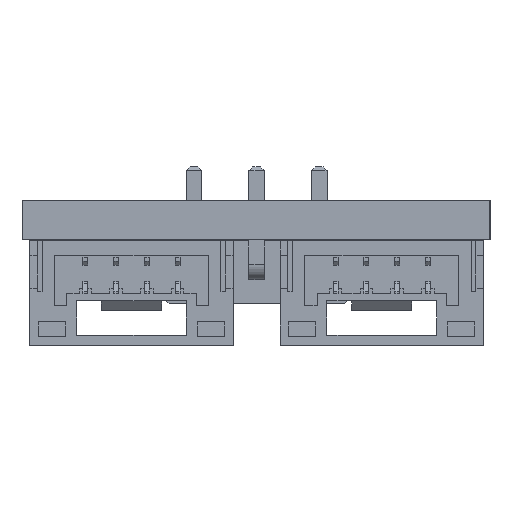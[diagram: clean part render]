
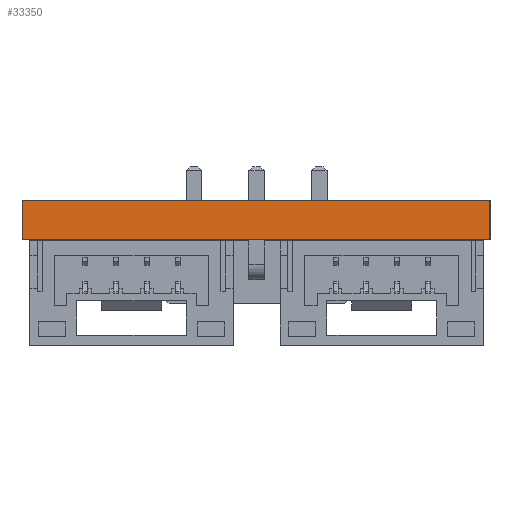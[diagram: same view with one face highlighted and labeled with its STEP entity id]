
A CAD part, left-side view. The second image highlights one B-rep face of the part: STEP entity #33350.
In plain terms, the highlighted planar face has unit normal (-1, 0, 0).
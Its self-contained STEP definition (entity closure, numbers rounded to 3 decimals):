
#33234 = EDGE_CURVE('',#33235,#33237,#33239,.T.);
#33235 = VERTEX_POINT('',#33236);
#33236 = CARTESIAN_POINT('',(-15.748,14.1,0.));
#33237 = VERTEX_POINT('',#33238);
#33238 = CARTESIAN_POINT('',(-15.748,14.1,1.6));
#33239 = SURFACE_CURVE('',#33240,(#33244,#33256),.PCURVE_S1.);
#33240 = LINE('',#33241,#33242);
#33241 = CARTESIAN_POINT('',(-15.748,14.1,0.));
#33242 = VECTOR('',#33243,1.);
#33243 = DIRECTION('',(0.,0.,1.));
#33244 = PCURVE('',#33245,#33250);
#33245 = PLANE('',#33246);
#33246 = AXIS2_PLACEMENT_3D('',#33247,#33248,#33249);
#33247 = CARTESIAN_POINT('',(-15.748,14.1,0.));
#33248 = DIRECTION('',(0.,1.,0.));
#33249 = DIRECTION('',(1.,0.,0.));
#33250 = DEFINITIONAL_REPRESENTATION('',(#33251),#33255);
#33251 = LINE('',#33252,#33253);
#33252 = CARTESIAN_POINT('',(0.,0.));
#33253 = VECTOR('',#33254,1.);
#33254 = DIRECTION('',(0.,-1.));
#33255 = ( GEOMETRIC_REPRESENTATION_CONTEXT(2) 
PARAMETRIC_REPRESENTATION_CONTEXT() REPRESENTATION_CONTEXT('2D SPACE',''
  ) );
#33256 = PCURVE('',#33257,#33262);
#33257 = PLANE('',#33258);
#33258 = AXIS2_PLACEMENT_3D('',#33259,#33260,#33261);
#33259 = CARTESIAN_POINT('',(-15.748,-4.9,0.));
#33260 = DIRECTION('',(-1.,0.,0.));
#33261 = DIRECTION('',(0.,1.,0.));
#33262 = DEFINITIONAL_REPRESENTATION('',(#33263),#33267);
#33263 = LINE('',#33264,#33265);
#33264 = CARTESIAN_POINT('',(19.,0.));
#33265 = VECTOR('',#33266,1.);
#33266 = DIRECTION('',(0.,-1.));
#33267 = ( GEOMETRIC_REPRESENTATION_CONTEXT(2) 
PARAMETRIC_REPRESENTATION_CONTEXT() REPRESENTATION_CONTEXT('2D SPACE',''
  ) );
#33285 = PLANE('',#33286);
#33286 = AXIS2_PLACEMENT_3D('',#33287,#33288,#33289);
#33287 = CARTESIAN_POINT('',(3.002,4.6,1.6));
#33288 = DIRECTION('',(-0.,-0.,-1.));
#33289 = DIRECTION('',(-1.,0.,0.));
#33339 = PLANE('',#33340);
#33340 = AXIS2_PLACEMENT_3D('',#33341,#33342,#33343);
#33341 = CARTESIAN_POINT('',(3.002,4.6,0.));
#33342 = DIRECTION('',(-0.,-0.,-1.));
#33343 = DIRECTION('',(-1.,0.,0.));
#33350 = ADVANCED_FACE('',(#33351),#33257,.T.);
#33351 = FACE_BOUND('',#33352,.T.);
#33352 = EDGE_LOOP('',(#33353,#33383,#33404,#33405));
#33353 = ORIENTED_EDGE('',*,*,#33354,.T.);
#33354 = EDGE_CURVE('',#33355,#33357,#33359,.T.);
#33355 = VERTEX_POINT('',#33356);
#33356 = CARTESIAN_POINT('',(-15.748,-4.9,0.));
#33357 = VERTEX_POINT('',#33358);
#33358 = CARTESIAN_POINT('',(-15.748,-4.9,1.6));
#33359 = SURFACE_CURVE('',#33360,(#33364,#33371),.PCURVE_S1.);
#33360 = LINE('',#33361,#33362);
#33361 = CARTESIAN_POINT('',(-15.748,-4.9,0.));
#33362 = VECTOR('',#33363,1.);
#33363 = DIRECTION('',(0.,0.,1.));
#33364 = PCURVE('',#33257,#33365);
#33365 = DEFINITIONAL_REPRESENTATION('',(#33366),#33370);
#33366 = LINE('',#33367,#33368);
#33367 = CARTESIAN_POINT('',(0.,0.));
#33368 = VECTOR('',#33369,1.);
#33369 = DIRECTION('',(0.,-1.));
#33370 = ( GEOMETRIC_REPRESENTATION_CONTEXT(2) 
PARAMETRIC_REPRESENTATION_CONTEXT() REPRESENTATION_CONTEXT('2D SPACE',''
  ) );
#33371 = PCURVE('',#33372,#33377);
#33372 = PLANE('',#33373);
#33373 = AXIS2_PLACEMENT_3D('',#33374,#33375,#33376);
#33374 = CARTESIAN_POINT('',(21.752,-4.9,0.));
#33375 = DIRECTION('',(0.,-1.,0.));
#33376 = DIRECTION('',(-1.,0.,0.));
#33377 = DEFINITIONAL_REPRESENTATION('',(#33378),#33382);
#33378 = LINE('',#33379,#33380);
#33379 = CARTESIAN_POINT('',(37.5,0.));
#33380 = VECTOR('',#33381,1.);
#33381 = DIRECTION('',(0.,-1.));
#33382 = ( GEOMETRIC_REPRESENTATION_CONTEXT(2) 
PARAMETRIC_REPRESENTATION_CONTEXT() REPRESENTATION_CONTEXT('2D SPACE',''
  ) );
#33383 = ORIENTED_EDGE('',*,*,#33384,.T.);
#33384 = EDGE_CURVE('',#33357,#33237,#33385,.T.);
#33385 = SURFACE_CURVE('',#33386,(#33390,#33397),.PCURVE_S1.);
#33386 = LINE('',#33387,#33388);
#33387 = CARTESIAN_POINT('',(-15.748,-4.9,1.6));
#33388 = VECTOR('',#33389,1.);
#33389 = DIRECTION('',(0.,1.,0.));
#33390 = PCURVE('',#33257,#33391);
#33391 = DEFINITIONAL_REPRESENTATION('',(#33392),#33396);
#33392 = LINE('',#33393,#33394);
#33393 = CARTESIAN_POINT('',(0.,-1.6));
#33394 = VECTOR('',#33395,1.);
#33395 = DIRECTION('',(1.,0.));
#33396 = ( GEOMETRIC_REPRESENTATION_CONTEXT(2) 
PARAMETRIC_REPRESENTATION_CONTEXT() REPRESENTATION_CONTEXT('2D SPACE',''
  ) );
#33397 = PCURVE('',#33285,#33398);
#33398 = DEFINITIONAL_REPRESENTATION('',(#33399),#33403);
#33399 = LINE('',#33400,#33401);
#33400 = CARTESIAN_POINT('',(18.75,-9.5));
#33401 = VECTOR('',#33402,1.);
#33402 = DIRECTION('',(0.,1.));
#33403 = ( GEOMETRIC_REPRESENTATION_CONTEXT(2) 
PARAMETRIC_REPRESENTATION_CONTEXT() REPRESENTATION_CONTEXT('2D SPACE',''
  ) );
#33404 = ORIENTED_EDGE('',*,*,#33234,.F.);
#33405 = ORIENTED_EDGE('',*,*,#33406,.F.);
#33406 = EDGE_CURVE('',#33355,#33235,#33407,.T.);
#33407 = SURFACE_CURVE('',#33408,(#33412,#33419),.PCURVE_S1.);
#33408 = LINE('',#33409,#33410);
#33409 = CARTESIAN_POINT('',(-15.748,-4.9,0.));
#33410 = VECTOR('',#33411,1.);
#33411 = DIRECTION('',(0.,1.,0.));
#33412 = PCURVE('',#33257,#33413);
#33413 = DEFINITIONAL_REPRESENTATION('',(#33414),#33418);
#33414 = LINE('',#33415,#33416);
#33415 = CARTESIAN_POINT('',(0.,0.));
#33416 = VECTOR('',#33417,1.);
#33417 = DIRECTION('',(1.,0.));
#33418 = ( GEOMETRIC_REPRESENTATION_CONTEXT(2) 
PARAMETRIC_REPRESENTATION_CONTEXT() REPRESENTATION_CONTEXT('2D SPACE',''
  ) );
#33419 = PCURVE('',#33339,#33420);
#33420 = DEFINITIONAL_REPRESENTATION('',(#33421),#33425);
#33421 = LINE('',#33422,#33423);
#33422 = CARTESIAN_POINT('',(18.75,-9.5));
#33423 = VECTOR('',#33424,1.);
#33424 = DIRECTION('',(0.,1.));
#33425 = ( GEOMETRIC_REPRESENTATION_CONTEXT(2) 
PARAMETRIC_REPRESENTATION_CONTEXT() REPRESENTATION_CONTEXT('2D SPACE',''
  ) );
